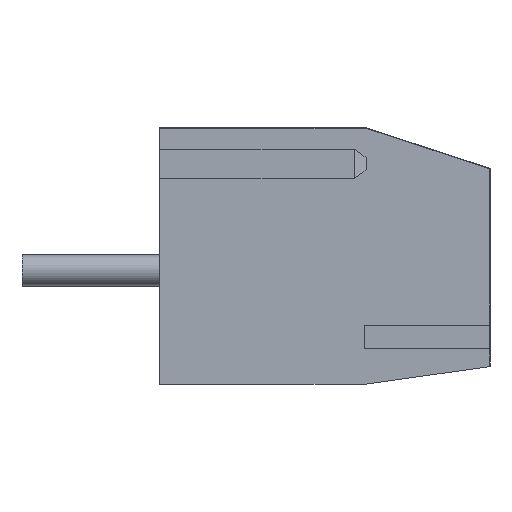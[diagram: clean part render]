
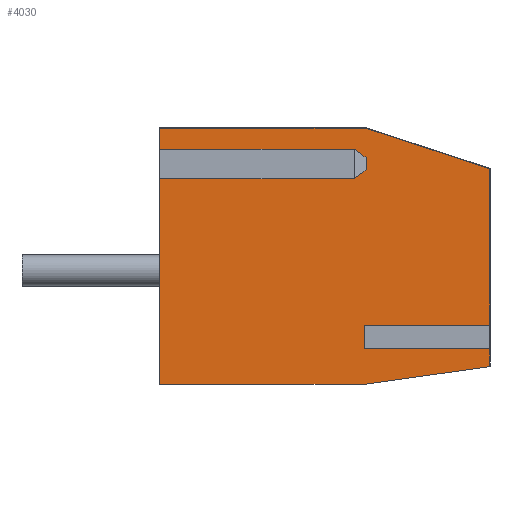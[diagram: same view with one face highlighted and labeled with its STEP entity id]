
A CAD part, left-side view. The second image highlights one B-rep face of the part: STEP entity #4030.
In plain terms, the highlighted planar face has unit normal (-1, 0, 0).
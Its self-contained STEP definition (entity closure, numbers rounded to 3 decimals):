
#2459=CARTESIAN_POINT('',(-5.25,2.2,-2.89));
#2460=VERTEX_POINT('',#2459);
#2467=CARTESIAN_POINT('',(-5.25,2.2,2.435));
#2468=VERTEX_POINT('',#2467);
#2469=CARTESIAN_POINT('',(-5.25,2.2,2.435));
#2470=DIRECTION('',(0.,0.,-1.));
#2471=VECTOR('',#2470,5.325);
#2472=LINE('',#2469,#2471);
#2473=EDGE_CURVE('',#2468,#2460,#2472,.T.);
#2491=CARTESIAN_POINT('',(-5.25,2.2,2.985));
#2492=VERTEX_POINT('',#2491);
#2499=CARTESIAN_POINT('',(-5.25,2.2,3.61));
#2500=VERTEX_POINT('',#2499);
#2501=CARTESIAN_POINT('',(-5.25,2.2,3.61));
#2502=DIRECTION('',(0.,0.,-1.));
#2503=VECTOR('',#2502,0.625);
#2504=LINE('',#2501,#2503);
#2505=EDGE_CURVE('',#2500,#2492,#2504,.T.);
#2777=CARTESIAN_POINT('',(-5.25,-6.2,2.587));
#2778=VERTEX_POINT('',#2777);
#2785=CARTESIAN_POINT('',(-5.25,-6.2,-1.39));
#2786=VERTEX_POINT('',#2785);
#2787=CARTESIAN_POINT('',(-5.25,-6.2,-1.39));
#2788=DIRECTION('',(0.,0.,1.));
#2789=VECTOR('',#2788,3.977);
#2790=LINE('',#2787,#2789);
#2791=EDGE_CURVE('',#2786,#2778,#2790,.T.);
#2809=CARTESIAN_POINT('',(-5.25,-6.2,-1.99));
#2810=VERTEX_POINT('',#2809);
#2817=CARTESIAN_POINT('',(-5.25,-6.2,-2.447));
#2818=VERTEX_POINT('',#2817);
#2819=CARTESIAN_POINT('',(-5.25,-6.2,-2.447));
#2820=DIRECTION('',(0.,0.,1.));
#2821=VECTOR('',#2820,0.457);
#2822=LINE('',#2819,#2821);
#2823=EDGE_CURVE('',#2818,#2810,#2822,.T.);
#3162=CARTESIAN_POINT('',(-5.25,-3.05,-2.89));
#3163=VERTEX_POINT('',#3162);
#3170=CARTESIAN_POINT('',(-5.25,2.2,-2.89));
#3171=DIRECTION('',(0.,-1.,0.));
#3172=VECTOR('',#3171,5.25);
#3173=LINE('',#3170,#3172);
#3174=EDGE_CURVE('',#2460,#3163,#3173,.T.);
#3938=CARTESIAN_POINT('',(-5.25,-2.,0.36));
#3939=DIRECTION('',(0.,1.,0.));
#3940=DIRECTION('',(-1.,0.,0.));
#3941=AXIS2_PLACEMENT_3D('',#3938,#3940,#3939);
#3942=PLANE('',#3941);
#3943=CARTESIAN_POINT('',(-5.25,-3.05,-2.89));
#3944=DIRECTION('',(0.,-0.99,0.139));
#3945=VECTOR('',#3944,3.181);
#3946=LINE('',#3943,#3945);
#3947=EDGE_CURVE('',#3163,#2818,#3946,.T.);
#3948=ORIENTED_EDGE('',*,*,#3947,.T.);
#3949=ORIENTED_EDGE('',*,*,#2823,.T.);
#3950=CARTESIAN_POINT('',(-5.25,-3.02,-1.99));
#3951=VERTEX_POINT('',#3950);
#3952=CARTESIAN_POINT('',(-5.25,-6.2,-1.99));
#3953=DIRECTION('',(0.,1.,0.));
#3954=VECTOR('',#3953,3.18);
#3955=LINE('',#3952,#3954);
#3956=EDGE_CURVE('',#2810,#3951,#3955,.T.);
#3957=ORIENTED_EDGE('',*,*,#3956,.T.);
#3958=CARTESIAN_POINT('',(-5.25,-3.02,-1.39));
#3959=VERTEX_POINT('',#3958);
#3960=CARTESIAN_POINT('',(-5.25,-3.02,-1.99));
#3961=DIRECTION('',(0.,0.,1.));
#3962=VECTOR('',#3961,0.6);
#3963=LINE('',#3960,#3962);
#3964=EDGE_CURVE('',#3951,#3959,#3963,.T.);
#3965=ORIENTED_EDGE('',*,*,#3964,.T.);
#3966=CARTESIAN_POINT('',(-5.25,-3.02,-1.39));
#3967=DIRECTION('',(0.,-1.,0.));
#3968=VECTOR('',#3967,3.18);
#3969=LINE('',#3966,#3968);
#3970=EDGE_CURVE('',#3959,#2786,#3969,.T.);
#3971=ORIENTED_EDGE('',*,*,#3970,.T.);
#3972=ORIENTED_EDGE('',*,*,#2791,.T.);
#3973=CARTESIAN_POINT('',(-5.25,-3.05,3.61));
#3974=VERTEX_POINT('',#3973);
#3975=CARTESIAN_POINT('',(-5.25,-6.2,2.587));
#3976=DIRECTION('',(0.,0.951,0.309));
#3977=VECTOR('',#3976,3.312);
#3978=LINE('',#3975,#3977);
#3979=EDGE_CURVE('',#2778,#3974,#3978,.T.);
#3980=ORIENTED_EDGE('',*,*,#3979,.T.);
#3981=CARTESIAN_POINT('',(-5.25,-3.05,3.61));
#3982=DIRECTION('',(0.,1.,0.));
#3983=VECTOR('',#3982,5.25);
#3984=LINE('',#3981,#3983);
#3985=EDGE_CURVE('',#3974,#2500,#3984,.T.);
#3986=ORIENTED_EDGE('',*,*,#3985,.T.);
#3987=ORIENTED_EDGE('',*,*,#2505,.T.);
#3988=CARTESIAN_POINT('',(-5.25,-2.75,2.985));
#3989=VERTEX_POINT('',#3988);
#3990=CARTESIAN_POINT('',(-5.25,2.2,2.985));
#3991=DIRECTION('',(0.,-1.,0.));
#3992=VECTOR('',#3991,4.95);
#3993=LINE('',#3990,#3992);
#3994=EDGE_CURVE('',#2492,#3989,#3993,.T.);
#3995=ORIENTED_EDGE('',*,*,#3994,.T.);
#3996=CARTESIAN_POINT('',(-5.25,-3.05,2.797));
#3997=VERTEX_POINT('',#3996);
#3998=CARTESIAN_POINT('',(-5.25,-2.75,2.985));
#3999=DIRECTION('',(0.,-0.847,-0.532));
#4000=VECTOR('',#3999,0.354);
#4001=LINE('',#3998,#4000);
#4002=EDGE_CURVE('',#3989,#3997,#4001,.T.);
#4003=ORIENTED_EDGE('',*,*,#4002,.T.);
#4004=CARTESIAN_POINT('',(-5.25,-3.05,2.623));
#4005=VERTEX_POINT('',#4004);
#4006=CARTESIAN_POINT('',(-5.25,-3.05,2.797));
#4007=DIRECTION('',(0.,0.,-1.));
#4008=VECTOR('',#4007,0.173);
#4009=LINE('',#4006,#4008);
#4010=EDGE_CURVE('',#3997,#4005,#4009,.T.);
#4011=ORIENTED_EDGE('',*,*,#4010,.T.);
#4012=CARTESIAN_POINT('',(-5.25,-2.75,2.435));
#4013=VERTEX_POINT('',#4012);
#4014=CARTESIAN_POINT('',(-5.25,-3.05,2.623));
#4015=DIRECTION('',(0.,0.847,-0.532));
#4016=VECTOR('',#4015,0.354);
#4017=LINE('',#4014,#4016);
#4018=EDGE_CURVE('',#4005,#4013,#4017,.T.);
#4019=ORIENTED_EDGE('',*,*,#4018,.T.);
#4020=CARTESIAN_POINT('',(-5.25,-2.75,2.435));
#4021=DIRECTION('',(0.,1.,0.));
#4022=VECTOR('',#4021,4.95);
#4023=LINE('',#4020,#4022);
#4024=EDGE_CURVE('',#4013,#2468,#4023,.T.);
#4025=ORIENTED_EDGE('',*,*,#4024,.T.);
#4026=ORIENTED_EDGE('',*,*,#2473,.T.);
#4027=ORIENTED_EDGE('',*,*,#3174,.T.);
#4028=EDGE_LOOP('',(#3948,#3949,#3957,#3965,#3971,#3972,#3980,#3986,#3987,#3995,#4003,#4011,#4019,#4025,#4026,#4027));
#4029=FACE_OUTER_BOUND('',#4028,.T.);
#4030=ADVANCED_FACE('',(#4029),#3942,.T.);
